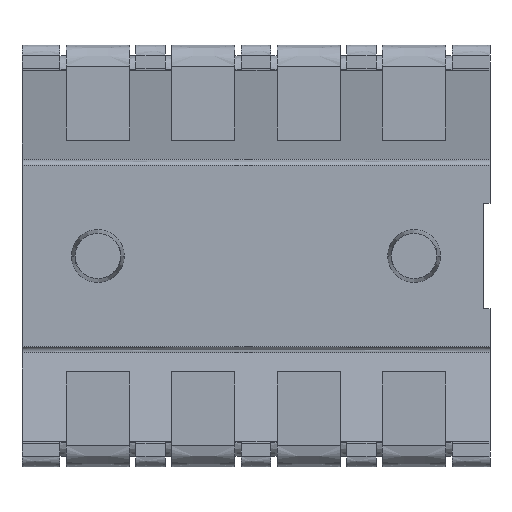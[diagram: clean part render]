
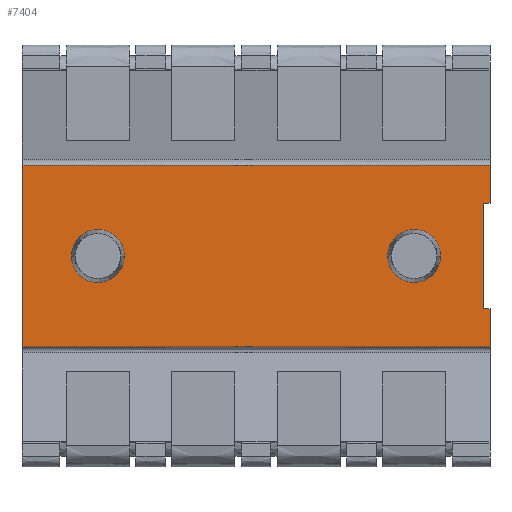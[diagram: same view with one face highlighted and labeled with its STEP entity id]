
A CAD part, front view. The second image highlights one B-rep face of the part: STEP entity #7404.
In plain terms, the highlighted free-form (B-spline) face has degree [1, 1] with [2, 2] control points.
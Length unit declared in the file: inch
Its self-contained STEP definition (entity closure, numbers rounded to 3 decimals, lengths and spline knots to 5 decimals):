
#1306=CARTESIAN_POINT('',(-0.075,-0.032,0.));
#1307=DIRECTION('',(0.,-1.,0.));
#1308=DIRECTION('',(-1.,0.,0.));
#1309=AXIS2_PLACEMENT_3D('',#1306,#1307,#1308);
#1314=CARTESIAN_POINT('',(-0.075,-0.032,0.));
#1315=DIRECTION('',(0.,-1.,0.));
#1316=DIRECTION('',(1.,0.,0.));
#1317=AXIS2_PLACEMENT_3D('',#1314,#1315,#1316);
#1322=CARTESIAN_POINT('',(0.075,-0.032,0.));
#1323=DIRECTION('',(0.,-1.,0.));
#1324=DIRECTION('',(-1.,0.,0.));
#1325=AXIS2_PLACEMENT_3D('',#1322,#1323,#1324);
#1330=CARTESIAN_POINT('',(0.075,-0.032,0.));
#1331=DIRECTION('',(0.,-1.,0.));
#1332=DIRECTION('',(1.,0.,0.));
#1333=AXIS2_PLACEMENT_3D('',#1330,#1331,#1332);
#1338=DIRECTION('',(0.,0.,-1.));
#1339=VECTOR('',#1338,0.05);
#1340=CARTESIAN_POINT('',(0.108,-0.032,0.025));
#1341=LINE('',#1340,#1339);
#1345=DIRECTION('',(-1.,0.,0.));
#1346=VECTOR('',#1345,0.003);
#1347=CARTESIAN_POINT('',(0.111,-0.032,-0.025));
#1348=LINE('',#1347,#1346);
#1352=DIRECTION('',(0.,0.,-1.));
#1353=VECTOR('',#1352,0.018);
#1354=CARTESIAN_POINT('',(0.111,-0.032,-0.025));
#1355=LINE('',#1354,#1353);
#1359=DIRECTION('',(0.,0.,1.));
#1360=VECTOR('',#1359,0.086);
#1361=CARTESIAN_POINT('',(-0.111,-0.032,-0.043));
#1362=LINE('',#1361,#1360);
#1366=DIRECTION('',(0.,0.,-1.));
#1367=VECTOR('',#1366,0.018);
#1368=CARTESIAN_POINT('',(0.111,-0.032,0.043));
#1369=LINE('',#1368,#1367);
#1373=DIRECTION('',(-1.,0.,0.));
#1374=VECTOR('',#1373,0.003);
#1375=CARTESIAN_POINT('',(0.111,-0.032,0.025));
#1376=LINE('',#1375,#1374);
#1440=DIRECTION('',(1.,0.,0.));
#1441=VECTOR('',#1440,0.222);
#1442=CARTESIAN_POINT('',(-0.111,-0.032,-0.043));
#1443=LINE('',#1442,#1441);
#1454=DIRECTION('',(1.,0.,0.));
#1455=VECTOR('',#1454,0.222);
#1456=CARTESIAN_POINT('',(-0.111,-0.032,0.043));
#1457=LINE('',#1456,#1455);
#5297=CARTESIAN_POINT('',(-0.111,-0.032,-0.043));
#5299=VERTEX_POINT('',#5297);
#5311=CARTESIAN_POINT('',(0.111,-0.032,-0.043));
#5313=VERTEX_POINT('',#5311);
#5325=CARTESIAN_POINT('',(-0.111,-0.032,0.043));
#5327=VERTEX_POINT('',#5325);
#5343=CARTESIAN_POINT('',(0.111,-0.032,0.043));
#5345=VERTEX_POINT('',#5343);
#5625=CARTESIAN_POINT('',(-0.0875,-0.032,0.));
#5626=CARTESIAN_POINT('',(-0.0625,-0.032,0.));
#5627=VERTEX_POINT('',#5625);
#5628=VERTEX_POINT('',#5626);
#5629=CARTESIAN_POINT('',(0.0625,-0.032,0.));
#5630=CARTESIAN_POINT('',(0.0875,-0.032,0.));
#5631=VERTEX_POINT('',#5629);
#5632=VERTEX_POINT('',#5630);
#5673=CARTESIAN_POINT('',(0.111,-0.032,0.025));
#5675=VERTEX_POINT('',#5673);
#5677=CARTESIAN_POINT('',(0.111,-0.032,-0.025));
#5679=VERTEX_POINT('',#5677);
#5681=CARTESIAN_POINT('',(0.108,-0.032,0.025));
#5682=CARTESIAN_POINT('',(0.108,-0.032,-0.025));
#5683=VERTEX_POINT('',#5681);
#5684=VERTEX_POINT('',#5682);
#7374=CARTESIAN_POINT('',(-0.11544,-0.032,0.04472));
#7375=CARTESIAN_POINT('',(0.11544,-0.032,0.04472));
#7376=CARTESIAN_POINT('',(-0.11544,-0.032,-0.04472));
#7377=CARTESIAN_POINT('',(0.11544,-0.032,-0.04472));
#7378=B_SPLINE_SURFACE_WITH_KNOTS('',1,1,((#7374,#7375),(#7376,#7377)),
.UNSPECIFIED.,.F.,.F.,.F.,(2,2),(2,2),(-0.04472,0.04472),(-0.00444,0.22644),
.UNSPECIFIED.);
#7379=ORIENTED_EDGE('',*,*,#7365,.T.);
#7381=ORIENTED_EDGE('',*,*,#7380,.F.);
#7382=ORIENTED_EDGE('',*,*,#7341,.T.);
#7384=ORIENTED_EDGE('',*,*,#7383,.F.);
#7385=ORIENTED_EDGE('',*,*,#6194,.T.);
#7387=ORIENTED_EDGE('',*,*,#7386,.T.);
#7388=ORIENTED_EDGE('',*,*,#7302,.T.);
#7389=ORIENTED_EDGE('',*,*,#7355,.T.);
#7390=EDGE_LOOP('',(#7379,#7381,#7382,#7384,#7385,#7387,#7388,#7389));
#7391=FACE_OUTER_BOUND('',#7390,.F.);
#7393=ORIENTED_EDGE('',*,*,#7392,.T.);
#7395=ORIENTED_EDGE('',*,*,#7394,.T.);
#7396=EDGE_LOOP('',(#7393,#7395));
#7397=FACE_BOUND('',#7396,.F.);
#7399=ORIENTED_EDGE('',*,*,#7398,.T.);
#7401=ORIENTED_EDGE('',*,*,#7400,.T.);
#7402=EDGE_LOOP('',(#7399,#7401));
#7403=FACE_BOUND('',#7402,.F.);
#7404=ADVANCED_FACE('',(#7391,#7397,#7403),#7378,.T.);
#1310=CIRCLE('',#1309,0.0125);
#1318=CIRCLE('',#1317,0.0125);
#1326=CIRCLE('',#1325,0.0125);
#1334=CIRCLE('',#1333,0.0125);
#6194=EDGE_CURVE('',#5299,#5327,#1362,.T.);
#7302=EDGE_CURVE('',#5345,#5675,#1369,.T.);
#7341=EDGE_CURVE('',#5679,#5313,#1355,.T.);
#7355=EDGE_CURVE('',#5675,#5683,#1376,.T.);
#7365=EDGE_CURVE('',#5683,#5684,#1341,.T.);
#7380=EDGE_CURVE('',#5679,#5684,#1348,.T.);
#7383=EDGE_CURVE('',#5299,#5313,#1443,.T.);
#7386=EDGE_CURVE('',#5327,#5345,#1457,.T.);
#7392=EDGE_CURVE('',#5627,#5628,#1310,.T.);
#7394=EDGE_CURVE('',#5628,#5627,#1318,.T.);
#7398=EDGE_CURVE('',#5631,#5632,#1326,.T.);
#7400=EDGE_CURVE('',#5632,#5631,#1334,.T.);
